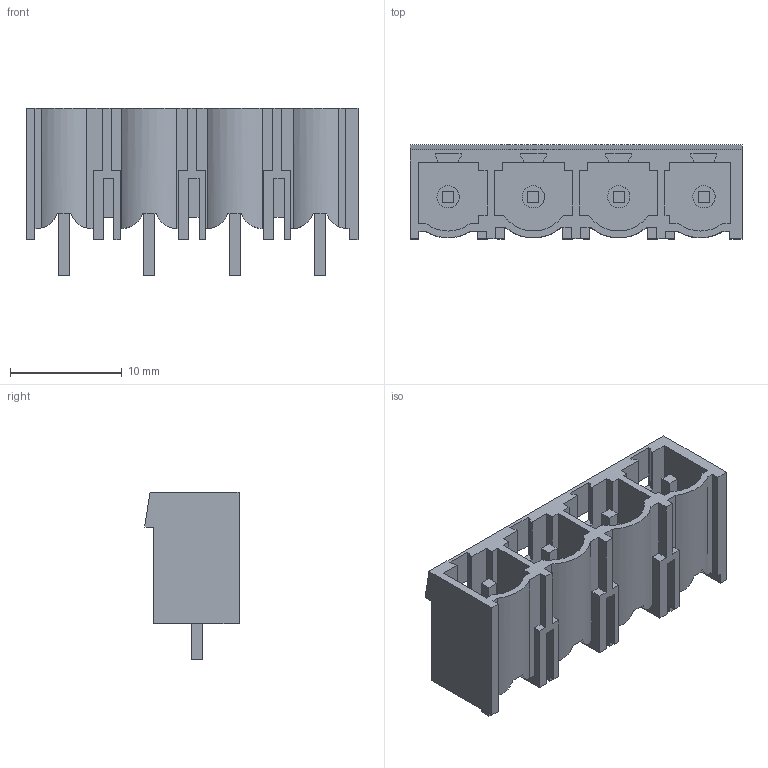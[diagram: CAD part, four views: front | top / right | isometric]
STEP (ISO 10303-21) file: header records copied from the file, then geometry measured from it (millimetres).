
FILE_DESCRIPTION(('CATIA V5 STEP Exchange','CAx-IF Rec.Pracs.--- Model Styling and Organization---1.4--- 2014-01-23'),'2;1');
FILE_NAME ('D1447746_1_1048890000_1048890000.stp','2021-05-20T12:33:15+00:00',('none'),('Weidmueller'),'CATIA Version 5-6 Release 2016 SP3 HF44','CATIA V5 STEP AP214','none');
FILE_SCHEMA(('AUTOMOTIVE_DESIGN { 1 0 10303 214 1 1 1 1 }'));
Length unit declared in the file: millimetre
Products named in the file (1): 1048890000
Bounding box: 29.66 x 8.4 x 14.95 mm (x, y, z)
Volume: 1097.9 mm3; surface area: 2701.5 mm2
Topology: 5 solids, 5 shells, 196 faces, 559 edges, 373 vertices
Faces by surface type: plane 168, cylinder 28
Entity records: 6140 total; most frequent: CARTESIAN_POINT 1232, ORIENTED_EDGE 1118, DIRECTION 824, EDGE_CURVE 559, VECTOR 494, LINE 494, VERTEX_POINT 373, EDGE_LOOP 204
